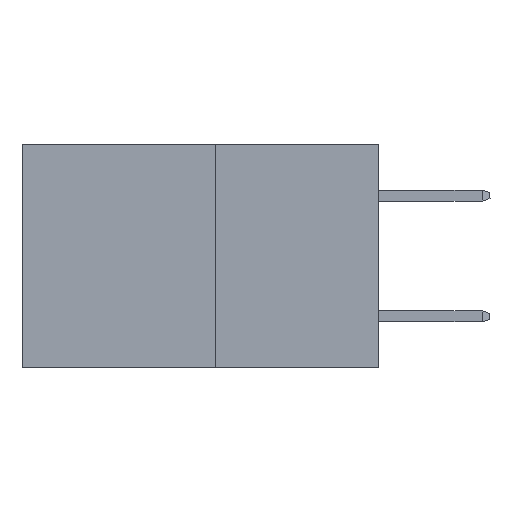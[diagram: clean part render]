
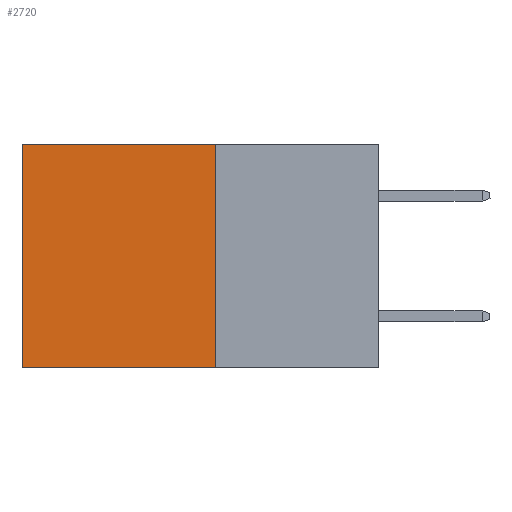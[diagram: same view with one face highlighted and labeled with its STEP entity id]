
A CAD part, left-side view. The second image highlights one B-rep face of the part: STEP entity #2720.
In plain terms, the highlighted planar face has unit normal (-1, 0, 0).
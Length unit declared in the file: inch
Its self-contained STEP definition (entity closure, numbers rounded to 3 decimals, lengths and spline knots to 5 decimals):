
#22 = ORIENTED_EDGE ( 'NONE', *, *, #5808, .T. ) ;
#90 = LINE ( 'NONE', #1056, #5135 ) ;
#235 = EDGE_LOOP ( 'NONE', ( #22, #4444, #5264, #5599 ) ) ;
#272 = LINE ( 'NONE', #4743, #3493 ) ;
#578 = VERTEX_POINT ( 'NONE', #7938 ) ;
#596 = CARTESIAN_POINT ( 'NONE',  ( 0.277, 0.27, -0.37 ) ) ;
#795 = DIRECTION ( 'NONE',  ( 0., 0., -1. ) ) ;
#871 = DIRECTION ( 'NONE',  ( 0., 0., -1. ) ) ;
#1056 = CARTESIAN_POINT ( 'NONE',  ( 0.277, 0.59, -0.37 ) ) ;
#1802 = VECTOR ( 'NONE', #4935, 39.37008 ) ;
#1810 = AXIS2_PLACEMENT_3D ( 'NONE', #3554, #4496, #795 ) ;
#1885 = CARTESIAN_POINT ( 'NONE',  ( 0.277, 0.27, -0.37 ) ) ;
#2645 = CARTESIAN_POINT ( 'NONE',  ( 0.277, 0.27, 0. ) ) ;
#2720 = ADVANCED_FACE ( 'NONE', ( #6229 ), #2840, .F. ) ;
#2840 = PLANE ( 'NONE',  #1810 ) ;
#3463 = VERTEX_POINT ( 'NONE', #596 ) ;
#3493 = VECTOR ( 'NONE', #4726, 39.37008 ) ;
#3554 = CARTESIAN_POINT ( 'NONE',  ( 0.277, 0.27, -0.37 ) ) ;
#4206 = VERTEX_POINT ( 'NONE', #2645 ) ;
#4444 = ORIENTED_EDGE ( 'NONE', *, *, #7726, .F. ) ;
#4496 = DIRECTION ( 'NONE',  ( 1., 0., 0. ) ) ;
#4502 = DIRECTION ( 'NONE',  ( 0., 1., 0. ) ) ;
#4622 = CARTESIAN_POINT ( 'NONE',  ( 0.277, 0.27, 0. ) ) ;
#4670 = CARTESIAN_POINT ( 'NONE',  ( 0.277, 0.59, 0. ) ) ;
#4726 = DIRECTION ( 'NONE',  ( 0., 0., -1. ) ) ;
#4743 = CARTESIAN_POINT ( 'NONE',  ( 0.277, 0.27, -0.37 ) ) ;
#4935 = DIRECTION ( 'NONE',  ( 0., 1., 0. ) ) ;
#5121 = LINE ( 'NONE', #1885, #1802 ) ;
#5135 = VECTOR ( 'NONE', #871, 39.37008 ) ;
#5264 = ORIENTED_EDGE ( 'NONE', *, *, #6670, .F. ) ;
#5599 = ORIENTED_EDGE ( 'NONE', *, *, #6724, .T. ) ;
#5808 = EDGE_CURVE ( 'NONE', #6703, #578, #90, .T. ) ;
#6229 = FACE_OUTER_BOUND ( 'NONE', #235, .T. ) ;
#6542 = LINE ( 'NONE', #4622, #7702 ) ;
#6670 = EDGE_CURVE ( 'NONE', #4206, #3463, #272, .T. ) ;
#6703 = VERTEX_POINT ( 'NONE', #4670 ) ;
#6724 = EDGE_CURVE ( 'NONE', #4206, #6703, #6542, .T. ) ;
#7702 = VECTOR ( 'NONE', #4502, 39.37008 ) ;
#7726 = EDGE_CURVE ( 'NONE', #3463, #578, #5121, .T. ) ;
#7938 = CARTESIAN_POINT ( 'NONE',  ( 0.277, 0.59, -0.37 ) ) ;
